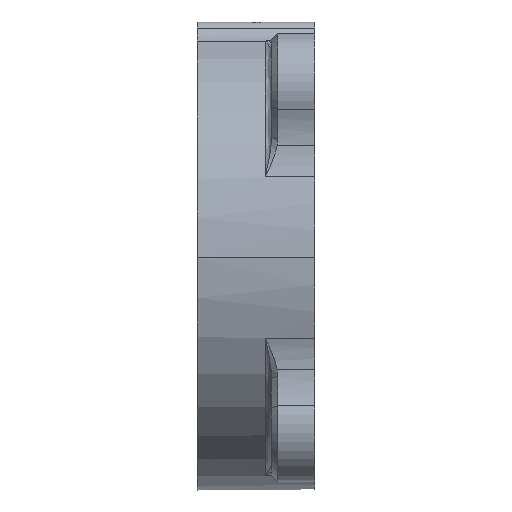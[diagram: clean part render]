
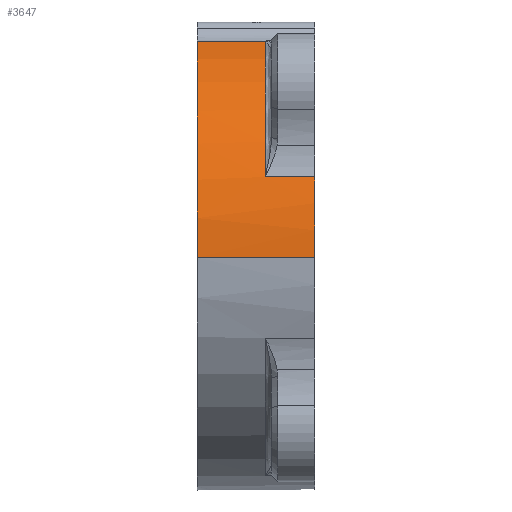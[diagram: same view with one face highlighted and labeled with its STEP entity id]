
A CAD part, left-side view. The second image highlights one B-rep face of the part: STEP entity #3647.
In plain terms, the highlighted cylindrical face has radius 75 mm (diameter 150 mm), a partial arc.
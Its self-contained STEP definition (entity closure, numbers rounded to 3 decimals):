
#97 = DIRECTION ( 'NONE',  ( 0., 1., 0. ) ) ;
#167 = CARTESIAN_POINT ( 'NONE',  ( -70.349, 16., 26. ) ) ;
#182 = ORIENTED_EDGE ( 'NONE', *, *, #4403, .T. ) ;
#442 = CARTESIAN_POINT ( 'NONE',  ( -27.522, 88.504, 69.768 ) ) ;
#445 = CARTESIAN_POINT ( 'NONE',  ( 0., 16., 0. ) ) ;
#478 = VERTEX_POINT ( 'NONE', #3241 ) ;
#528 = CARTESIAN_POINT ( 'NONE',  ( -75., 38., 0. ) ) ;
#571 = ORIENTED_EDGE ( 'NONE', *, *, #3348, .T. ) ;
#743 = VERTEX_POINT ( 'NONE', #4524 ) ;
#748 = EDGE_CURVE ( 'NONE', #4704, #3007, #1787, .T. ) ;
#772 = CARTESIAN_POINT ( 'NONE',  ( -70.349, -0.001, 26. ) ) ;
#906 = VERTEX_POINT ( 'NONE', #4543 ) ;
#1036 = CIRCLE ( 'NONE', #3794, 75. ) ;
#1100 = EDGE_CURVE ( 'NONE', #1993, #478, #3737, .T. ) ;
#1141 = DIRECTION ( 'NONE',  ( -1., 0., 0. ) ) ;
#1212 = DIRECTION ( 'NONE',  ( -1., 0., 0. ) ) ;
#1285 = AXIS2_PLACEMENT_3D ( 'NONE', #445, #97, #1212 ) ;
#1348 = EDGE_CURVE ( 'NONE', #478, #906, #3490, .T. ) ;
#1506 = VECTOR ( 'NONE', #1517, 1000. ) ;
#1517 = DIRECTION ( 'NONE',  ( 0., 1., 0. ) ) ;
#1653 = DIRECTION ( 'NONE',  ( -1., 0., 0. ) ) ;
#1671 = ORIENTED_EDGE ( 'NONE', *, *, #748, .F. ) ;
#1684 = DIRECTION ( 'NONE',  ( 0., -1., 0. ) ) ;
#1732 = EDGE_LOOP ( 'NONE', ( #1671, #182, #4592, #3507, #2770, #571 ) ) ;
#1787 = LINE ( 'NONE', #3333, #2235 ) ;
#1993 = VERTEX_POINT ( 'NONE', #167 ) ;
#2207 = CARTESIAN_POINT ( 'NONE',  ( -75., 0., 0. ) ) ;
#2223 = DIRECTION ( 'NONE',  ( 0., 1., 0. ) ) ;
#2235 = VECTOR ( 'NONE', #2223, 1000. ) ;
#2247 = CARTESIAN_POINT ( 'NONE',  ( 0., 0., 0. ) ) ;
#2649 = DIRECTION ( 'NONE',  ( 0., 1., 0. ) ) ;
#2664 = LINE ( 'NONE', #772, #1506 ) ;
#2770 = ORIENTED_EDGE ( 'NONE', *, *, #1348, .T. ) ;
#2788 = EDGE_CURVE ( 'NONE', #743, #1993, #2664, .T. ) ;
#2919 = CIRCLE ( 'NONE', #4351, 75. ) ;
#3007 = VERTEX_POINT ( 'NONE', #528 ) ;
#3241 = CARTESIAN_POINT ( 'NONE',  ( -27.522, 16., 69.768 ) ) ;
#3333 = CARTESIAN_POINT ( 'NONE',  ( -75., 0., 0. ) ) ;
#3348 = EDGE_CURVE ( 'NONE', #906, #3007, #2919, .T. ) ;
#3490 = LINE ( 'NONE', #442, #4080 ) ;
#3507 = ORIENTED_EDGE ( 'NONE', *, *, #1100, .T. ) ;
#3647 = ADVANCED_FACE ( 'NONE', ( #4615 ), #4526, .T. ) ;
#3737 = CIRCLE ( 'NONE', #1285, 75. ) ;
#3765 = CARTESIAN_POINT ( 'NONE',  ( 0., 0., 0. ) ) ;
#3794 = AXIS2_PLACEMENT_3D ( 'NONE', #3765, #4174, #1141 ) ;
#3860 = AXIS2_PLACEMENT_3D ( 'NONE', #2247, #2649, #4163 ) ;
#3959 = CARTESIAN_POINT ( 'NONE',  ( 0., 38., 0. ) ) ;
#4080 = VECTOR ( 'NONE', #4169, 1000. ) ;
#4163 = DIRECTION ( 'NONE',  ( -1., 0., 0. ) ) ;
#4169 = DIRECTION ( 'NONE',  ( 0., 1., 0. ) ) ;
#4174 = DIRECTION ( 'NONE',  ( 0., 1., 0. ) ) ;
#4351 = AXIS2_PLACEMENT_3D ( 'NONE', #3959, #1684, #1653 ) ;
#4403 = EDGE_CURVE ( 'NONE', #4704, #743, #1036, .T. ) ;
#4524 = CARTESIAN_POINT ( 'NONE',  ( -70.349, 0., 26. ) ) ;
#4526 = CYLINDRICAL_SURFACE ( 'NONE', #3860, 75. ) ;
#4543 = CARTESIAN_POINT ( 'NONE',  ( -27.522, 38., 69.768 ) ) ;
#4592 = ORIENTED_EDGE ( 'NONE', *, *, #2788, .T. ) ;
#4615 = FACE_OUTER_BOUND ( 'NONE', #1732, .T. ) ;
#4704 = VERTEX_POINT ( 'NONE', #2207 ) ;
